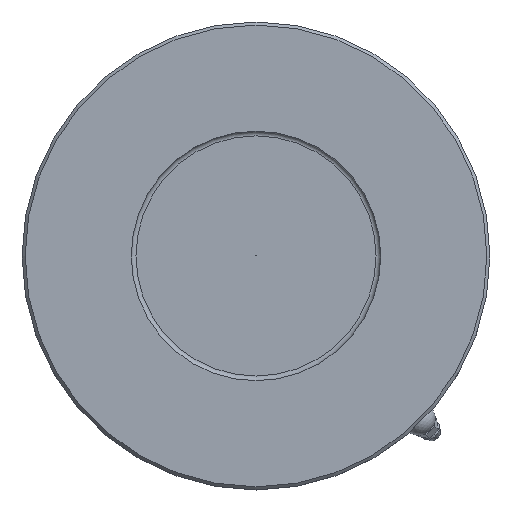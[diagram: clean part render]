
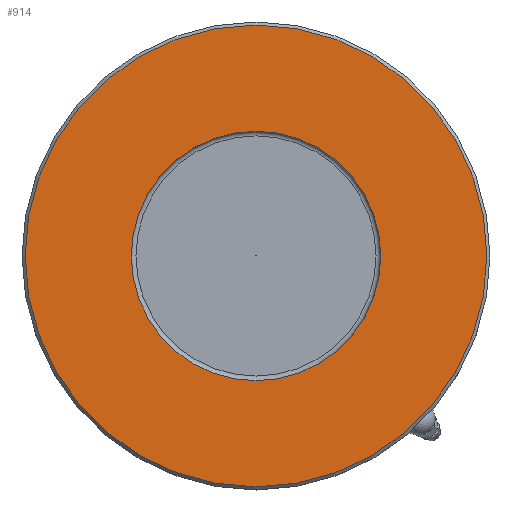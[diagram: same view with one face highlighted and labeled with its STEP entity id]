
A CAD part, top view. The second image highlights one B-rep face of the part: STEP entity #914.
In plain terms, the highlighted planar face has unit normal (0, 0, 1).
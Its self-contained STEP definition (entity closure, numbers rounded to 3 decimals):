
#914 = ADVANCED_FACE( '', ( #1373, #1374 ), #1375, .T. );
#1373 = FACE_BOUND( '', #2184, .T. );
#1374 = FACE_OUTER_BOUND( '', #2185, .T. );
#1375 = PLANE( '', #2186 );
#2184 = EDGE_LOOP( '', ( #2760 ) );
#2185 = EDGE_LOOP( '', ( #2761 ) );
#2186 = AXIS2_PLACEMENT_3D( '', #2762, #2763, #2764 );
#2760 = ORIENTED_EDGE( '', *, *, #3422, .T. );
#2761 = ORIENTED_EDGE( '', *, *, #3421, .F. );
#2762 = CARTESIAN_POINT( '', ( 0., -74.011, 49.684 ) );
#2763 = DIRECTION( '', ( 0., 0., 1. ) );
#2764 = DIRECTION( '', ( 1., 0., 0. ) );
#3421 = EDGE_CURVE( '', #4333, #4333, #4334, .T. );
#3422 = EDGE_CURVE( '', #4335, #4335, #4336, .T. );
#4333 = VERTEX_POINT( '', #4986 );
#4334 = CIRCLE( '', #4987, 74.011 );
#4335 = VERTEX_POINT( '', #4988 );
#4336 = CIRCLE( '', #4989, 40. );
#4986 = CARTESIAN_POINT( '', ( -74.011, 0., 49.684 ) );
#4987 = AXIS2_PLACEMENT_3D( '', #5277, #5278, #5279 );
#4988 = CARTESIAN_POINT( '', ( -40., 0., 49.684 ) );
#4989 = AXIS2_PLACEMENT_3D( '', #5280, #5281, #5282 );
#5277 = CARTESIAN_POINT( '', ( 0., 0., 49.684 ) );
#5278 = DIRECTION( '', ( 0., 0., -1. ) );
#5279 = DIRECTION( '', ( -1., 0., 0. ) );
#5280 = CARTESIAN_POINT( '', ( 0., 0., 49.684 ) );
#5281 = DIRECTION( '', ( 0., 0., -1. ) );
#5282 = DIRECTION( '', ( -1., 0., 0. ) );
